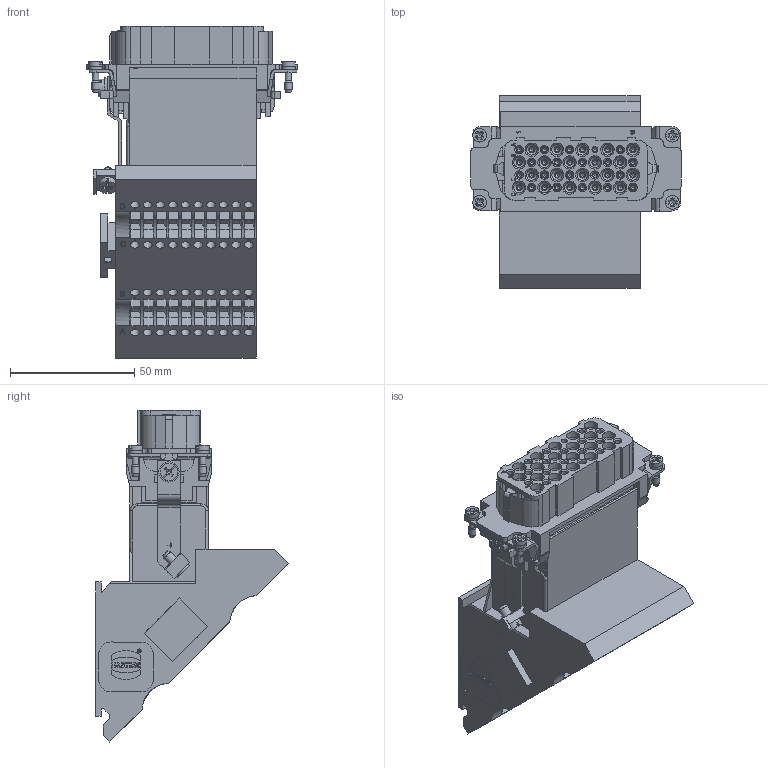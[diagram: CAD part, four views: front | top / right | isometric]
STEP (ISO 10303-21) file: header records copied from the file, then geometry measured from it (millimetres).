
FILE_DESCRIPTION(/* description */ (''),/* implementation_level */ '2;1');
FILE_NAME(/* name */ '100711636ugm000_b.stp',/* time_stamp */ '2019-05-09T15:51:15+02:00',/* author */ (''),/* organization */ (''),/* preprocessor_version */ 'ST-DEVELOPER v16.7',/* originating_system */ 'SIEMENS PLM Software NX 12.0',/* authorisation */ '');
FILE_SCHEMA (('AUTOMOTIVE_DESIGN { 1 0 10303 214 3 1 1 1 }'));
Products named in the file (1): 100711636ugm000_b
Bounding box: 84.5 x 77.5 x 133.4 mm (x, y, z)
Volume: 263466.8 mm3; surface area: 49914.9 mm2
Topology: 1 solids, 32 shells, 2358 faces, 6559 edges, 4660 vertices
Faces by surface type: plane 1506, cylinder 299, extrusion 291, cone 199, bspline 61, torus 2
Full cylindrical faces by diameter (mm): 1.32 x1, 1.56 x1, 1.68 x40, 2.3 x1, 2.4 x60, 2.45 x1, 2.5 x4, 2.57 x4, 3 x4, 3.5 x1, 3.6 x41, 4 x1, 4.2 x1, 5.3 x4, 5.4 x20, 5.5 x4, 7 x2, 8.16 x1
Entity records: 82662 total; most frequent: CARTESIAN_POINT 18271, ORIENTED_EDGE 11576, DIRECTION 10336, EDGE_CURVE 5788, VECTOR 4160, VERTEX_POINT 4025, LINE 3869, AXIS2_PLACEMENT_3D 3088
